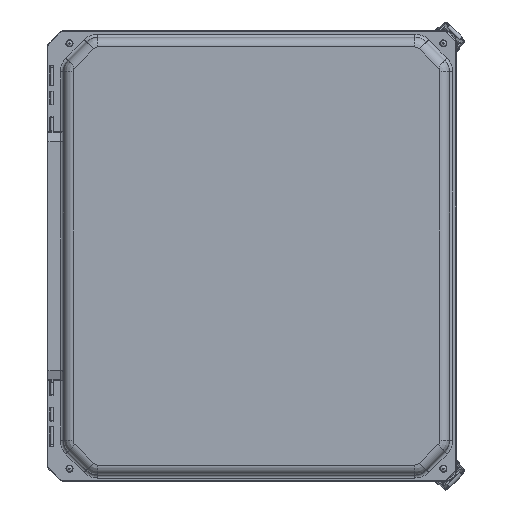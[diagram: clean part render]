
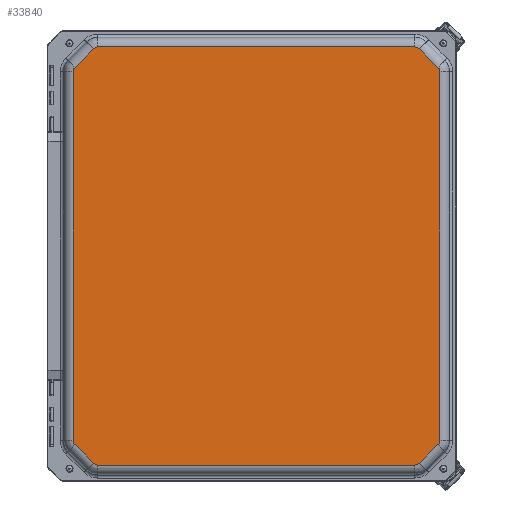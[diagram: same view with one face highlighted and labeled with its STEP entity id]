
A CAD part, top view. The second image highlights one B-rep face of the part: STEP entity #33840.
In plain terms, the highlighted planar face has unit normal (0, 0, 1).
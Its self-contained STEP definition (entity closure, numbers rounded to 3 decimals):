
#4570=LINE($,#74291,#6824);
#4573=LINE($,#74298,#6827);
#4574=LINE($,#74327,#6828);
#4575=LINE($,#74331,#6829);
#4576=LINE($,#74361,#6830);
#4578=LINE($,#74367,#6832);
#4579=LINE($,#74396,#6833);
#4580=LINE($,#74400,#6834);
#6824=VECTOR($,#47289,12.364);
#6827=VECTOR($,#47296,1.013);
#6828=VECTOR($,#47311,1.013);
#6829=VECTOR($,#47316,14.366);
#6830=VECTOR($,#47331,14.366);
#6832=VECTOR($,#47337,1.013);
#6833=VECTOR($,#47352,1.013);
#6834=VECTOR($,#47357,12.364);
#7643=PLANE($,#37728);
#9795=FACE_OUTER_BOUND($,#12018,.T.);
#12018=EDGE_LOOP($,(#30558,#30559,#30560,#30561,#30562,#30563,#30564,#30565,
#30566,#30567,#30568,#30569,#30570,#30571,#30572,#30573));
#13689=CIRCLE($,#37691,0.254);
#13695=CIRCLE($,#37699,0.254);
#13698=CIRCLE($,#37702,0.254);
#13702=CIRCLE($,#37708,0.254);
#13705=CIRCLE($,#37711,0.254);
#13709=CIRCLE($,#37717,0.254);
#13712=CIRCLE($,#37720,0.254);
#13715=CIRCLE($,#37725,0.254);
#16470=VERTEX_POINT($,#74281);
#16471=VERTEX_POINT($,#74283);
#16473=VERTEX_POINT($,#74289);
#16474=VERTEX_POINT($,#74294);
#16476=VERTEX_POINT($,#74308);
#16477=VERTEX_POINT($,#74320);
#16478=VERTEX_POINT($,#74325);
#16479=VERTEX_POINT($,#74329);
#16480=VERTEX_POINT($,#74341);
#16481=VERTEX_POINT($,#74353);
#16483=VERTEX_POINT($,#74359);
#16484=VERTEX_POINT($,#74363);
#16486=VERTEX_POINT($,#74377);
#16487=VERTEX_POINT($,#74389);
#16488=VERTEX_POINT($,#74394);
#16489=VERTEX_POINT($,#74398);
#21230=EDGE_CURVE($,#16470,#16471,#13689,.T.);
#21234=EDGE_CURVE($,#16473,#16470,#4570,.T.);
#21238=EDGE_CURVE($,#16471,#16474,#4573,.T.);
#21240=EDGE_CURVE($,#16476,#16473,#13695,.T.);
#21243=EDGE_CURVE($,#16474,#16477,#13698,.T.);
#21245=EDGE_CURVE($,#16478,#16476,#4574,.T.);
#21247=EDGE_CURVE($,#16477,#16479,#4575,.T.);
#21249=EDGE_CURVE($,#16480,#16478,#13702,.T.);
#21252=EDGE_CURVE($,#16479,#16481,#13705,.T.);
#21254=EDGE_CURVE($,#16483,#16480,#4576,.T.);
#21257=EDGE_CURVE($,#16481,#16484,#4578,.T.);
#21259=EDGE_CURVE($,#16486,#16483,#13709,.T.);
#21262=EDGE_CURVE($,#16484,#16487,#13712,.T.);
#21264=EDGE_CURVE($,#16488,#16486,#4579,.T.);
#21266=EDGE_CURVE($,#16487,#16489,#4580,.T.);
#21267=EDGE_CURVE($,#16489,#16488,#13715,.T.);
#30558=ORIENTED_EDGE($,*,*,#21230,.F.);
#30559=ORIENTED_EDGE($,*,*,#21234,.F.);
#30560=ORIENTED_EDGE($,*,*,#21240,.F.);
#30561=ORIENTED_EDGE($,*,*,#21245,.F.);
#30562=ORIENTED_EDGE($,*,*,#21249,.F.);
#30563=ORIENTED_EDGE($,*,*,#21254,.F.);
#30564=ORIENTED_EDGE($,*,*,#21259,.F.);
#30565=ORIENTED_EDGE($,*,*,#21264,.F.);
#30566=ORIENTED_EDGE($,*,*,#21267,.F.);
#30567=ORIENTED_EDGE($,*,*,#21266,.F.);
#30568=ORIENTED_EDGE($,*,*,#21262,.F.);
#30569=ORIENTED_EDGE($,*,*,#21257,.F.);
#30570=ORIENTED_EDGE($,*,*,#21252,.F.);
#30571=ORIENTED_EDGE($,*,*,#21247,.F.);
#30572=ORIENTED_EDGE($,*,*,#21243,.F.);
#30573=ORIENTED_EDGE($,*,*,#21238,.F.);
#33840=ADVANCED_FACE($,(#9795),#7643,.T.);
#37691=AXIS2_PLACEMENT_3D($,#74284,#47279,#47280);
#37699=AXIS2_PLACEMENT_3D($,#74310,#47299,#47300);
#37702=AXIS2_PLACEMENT_3D($,#74323,#47305,#47306);
#37708=AXIS2_PLACEMENT_3D($,#74343,#47319,#47320);
#37711=AXIS2_PLACEMENT_3D($,#74357,#47325,#47326);
#37717=AXIS2_PLACEMENT_3D($,#74379,#47340,#47341);
#37720=AXIS2_PLACEMENT_3D($,#74392,#47346,#47347);
#37725=AXIS2_PLACEMENT_3D($,#74410,#47358,#47359);
#37728=AXIS2_PLACEMENT_3D($,#74415,#47366,#47367);
#47279=DIRECTION('center_axis',(0.,0.,-1.));
#47280=DIRECTION('ref_axis',(-0.383,-0.924,0.));
#47289=DIRECTION($,(-1.,0.,0.));
#47296=DIRECTION($,(-0.707,0.707,0.));
#47299=DIRECTION('center_axis',(0.,0.,-1.));
#47300=DIRECTION('ref_axis',(0.383,-0.924,0.));
#47305=DIRECTION('center_axis',(0.,0.,-1.));
#47306=DIRECTION('ref_axis',(-0.924,-0.383,0.));
#47311=DIRECTION($,(-0.707,-0.707,0.));
#47316=DIRECTION($,(0.,1.,0.));
#47319=DIRECTION('center_axis',(0.,0.,-1.));
#47320=DIRECTION('ref_axis',(0.924,-0.383,0.));
#47325=DIRECTION('center_axis',(0.,0.,-1.));
#47326=DIRECTION('ref_axis',(-0.924,0.383,0.));
#47331=DIRECTION($,(0.,-1.,0.));
#47337=DIRECTION($,(0.707,0.707,0.));
#47340=DIRECTION('center_axis',(0.,0.,-1.));
#47341=DIRECTION('ref_axis',(0.924,0.383,0.));
#47346=DIRECTION('center_axis',(0.,0.,-1.));
#47347=DIRECTION('ref_axis',(-0.383,0.924,0.));
#47352=DIRECTION($,(0.707,-0.707,0.));
#47357=DIRECTION($,(1.,0.,0.));
#47358=DIRECTION('center_axis',(0.,0.,-1.));
#47359=DIRECTION('ref_axis',(0.383,0.924,0.));
#47366=DIRECTION('center_axis',(0.,0.,1.));
#47367=DIRECTION('ref_axis',(1.,0.,0.));
#74281=CARTESIAN_POINT('',(-5.994,-8.153,1.));
#74283=CARTESIAN_POINT('',(-6.173,-8.079,1.));
#74284=CARTESIAN_POINT('Origin',(-5.994,-7.9,1.));
#74289=CARTESIAN_POINT('',(6.371,-8.153,1.));
#74291=CARTESIAN_POINT($,(6.371,-8.153,1.));
#74294=CARTESIAN_POINT('',(-6.89,-7.363,1.));
#74298=CARTESIAN_POINT($,(-6.173,-8.079,1.));
#74308=CARTESIAN_POINT('',(6.55,-8.079,1.));
#74310=CARTESIAN_POINT('Origin',(6.371,-7.9,1.));
#74320=CARTESIAN_POINT('',(-6.964,-7.183,1.));
#74323=CARTESIAN_POINT('Origin',(-6.71,-7.183,1.));
#74325=CARTESIAN_POINT('',(7.267,-7.363,1.));
#74327=CARTESIAN_POINT($,(7.267,-7.363,1.));
#74329=CARTESIAN_POINT('',(-6.964,7.183,1.));
#74331=CARTESIAN_POINT($,(-6.964,-7.183,1.));
#74341=CARTESIAN_POINT('',(7.341,-7.183,1.));
#74343=CARTESIAN_POINT('Origin',(7.087,-7.183,1.));
#74353=CARTESIAN_POINT('',(-6.89,7.363,1.));
#74357=CARTESIAN_POINT('Origin',(-6.71,7.183,1.));
#74359=CARTESIAN_POINT('',(7.341,7.183,1.));
#74361=CARTESIAN_POINT($,(7.341,7.183,1.));
#74363=CARTESIAN_POINT('',(-6.173,8.079,1.));
#74367=CARTESIAN_POINT($,(-6.89,7.363,1.));
#74377=CARTESIAN_POINT('',(7.267,7.363,1.));
#74379=CARTESIAN_POINT('Origin',(7.087,7.183,1.));
#74389=CARTESIAN_POINT('',(-5.994,8.153,1.));
#74392=CARTESIAN_POINT('Origin',(-5.994,7.9,1.));
#74394=CARTESIAN_POINT('',(6.55,8.079,1.));
#74396=CARTESIAN_POINT($,(6.55,8.079,1.));
#74398=CARTESIAN_POINT('',(6.371,8.153,1.));
#74400=CARTESIAN_POINT($,(-5.994,8.153,1.));
#74410=CARTESIAN_POINT('Origin',(6.371,7.9,1.));
#74415=CARTESIAN_POINT('Origin',(0.189,0.,1.));
